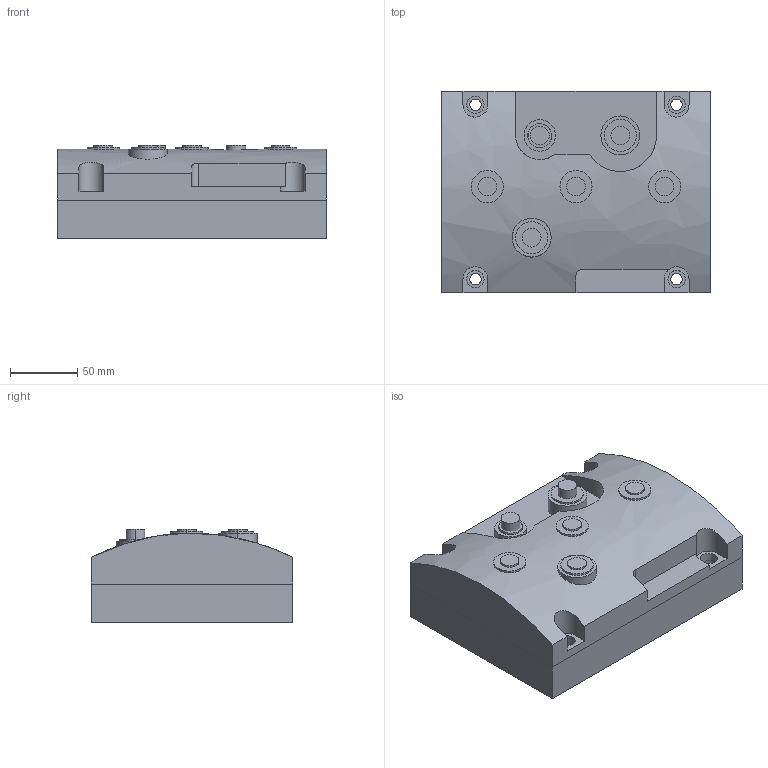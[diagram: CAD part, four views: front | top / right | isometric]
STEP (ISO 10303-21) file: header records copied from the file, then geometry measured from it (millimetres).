
FILE_DESCRIPTION (( 'STEP AP203' ), '1' );
FILE_NAME ('DMC-Size_1.STEP', '2021-03-10T07:15:12', ( '' ), ( '' ), 'SwSTEP 2.0', 'SolidWorks 2021', '' );
FILE_SCHEMA (( 'CONFIG_CONTROL_DESIGN' ));
Length unit declared in the file: millimetre
Products named in the file (3): DMC-Size_1; Heatsink_S1.stp; 2.stp
Assembly tree (2 placements, depth 2):
  DMC-Size_1
    Heatsink_S1.stp
    2.stp
Bounding box: 200 x 150 x 70 mm (x, y, z)
Volume: 1751254.1 mm3; surface area: 190829.6 mm2
Topology: 5 solids, 5 shells, 144 faces, 354 edges, 236 vertices
Faces by surface type: cylinder 89, plane 52, bspline 3
Entity records: 5364 total; most frequent: CARTESIAN_POINT 1497, DIRECTION 771, ORIENTED_EDGE 708, EDGE_CURVE 354, AXIS2_PLACEMENT_3D 306, VERTEX_POINT 236, EDGE_LOOP 194, CIRCLE 160
